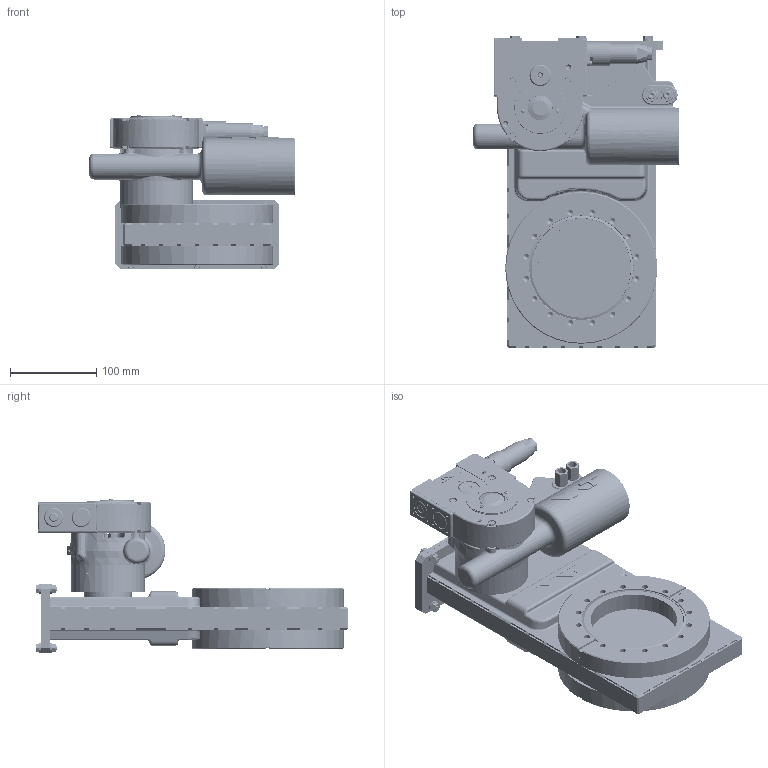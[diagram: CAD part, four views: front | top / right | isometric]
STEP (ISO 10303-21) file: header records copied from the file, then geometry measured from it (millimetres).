
FILE_DESCRIPTION(/* description */ (''),/* implementation_level */ '2;1');
FILE_NAME(/* name */ '1122087168_203.stp',/* time_stamp */ '2023-09-08T08:57:51+02:00',/* author */ (''),/* organization */ (''),/* preprocessor_version */ 'ST-DEVELOPER v19.3',/* originating_system */ 'SIEMENS PLM Software NX2212.6000',/* authorisation */ '');
FILE_SCHEMA (('AP203_CONFIGURATION_CONTROLLED_3D_DESIGN_OF_MECHANICAL_PARTS_AND_ASSEMBLIES_MIM_LF { 1 0 10303 403 2 1 2}'));
Products named in the file (39): 45736-05.1_40341ID; 47472-01.2; 47471-01.2; 47471-03.2; 90389-01.1_40344ID; 45736-05.1; n-8504-002; N-6029-112.1; 60538-01.1; 60538-01_2.1; N-6016-123.1; N-6029-102.1; N-8504-102.3; N-6289-133.2; 60539-01.1; 60532-01.3; 51084-01.1_39989ID; 51084-01.1_39986ID; 47370-01.3; 979737_40231ID; N-7015-015.2; N-5062-001.1; n-7016-010; N-7605-005.1; 77777-01.1; 77779-01.2; 92157-01.2; N-6160-410.1; N-6131-413.1; N-6053-411.2; N-5021-469.1; N-5021-456.1; 43316-04.1; 214424.6; 47470-R1.3; 51083-R1.4; 47272-01.3_MODEL; 83487-R1.2; 226684.10
Assembly tree (72 placements, depth 4):
  226684.10
    83487-R1.2
      N-7605-005.1  x2
      n-7016-010  x2
      N-5062-001.1  x2
      N-7015-015.2  x2
    43316-04.1
    N-5021-456.1  x6
    N-5021-469.1  x2
    N-6053-411.2  x6
    47272-01.3_MODEL
      979737_40231ID
    N-6131-413.1  x12
    N-6160-410.1  x2
    51083-R1.4
      47370-01.3
      47470-R1.3
        45736-05.1
        90389-01.1_40344ID
        47471-03.2
        47471-01.2
        47472-01.2
        45736-05.1_40341ID
      51084-01.1_39986ID
      51084-01.1_39989ID
    92157-01.2
    77779-01.2  x2
    77777-01.1
    214424.6
      60532-01.3  x2
      60539-01.1
      N-6289-133.2
      N-8504-102.3
      N-6029-102.1  x2
      N-6016-123.1  x4
      60538-01_2.1
      60538-01.1
      N-6029-112.1  x2
      n-8504-002
Bounding box: 237.6 x 361.6 x 178.45 mm (x, y, z)
Volume: 2151941.3 mm3; surface area: 819847.3 mm2
Topology: 169 solids, 169 shells, 3247 faces, 7340 edges, 4689 vertices
Faces by surface type: plane 1699, cylinder 879, bspline 308, cone 238, torus 77, extrusion 33, sphere 13
Full cylindrical faces by diameter (mm): 1 x2, 1.5 x7, 1.66 x7, 1.8 x7, 2 x24, 2.2 x2, 2.25 x20, 2.45 x20, 2.5 x1, 2.55 x4, 2.657 x1, 2.8 x3, 2.9 x2, 3 x12, 3.025 x8, 3.07 x12, 3.2 x4, 3.251 x1, 3.26 x4, 3.28 x8, 3.3 x9, 3.6 x2, 3.85 x3, 4 x8, 4.2 x2, 4.55 x8, 4.96 x8, 5 x12, 5.09 x2, 5.2 x4
Entity records: 82433 total; most frequent: CARTESIAN_POINT 23631, DIRECTION 10913, ORIENTED_EDGE 10252, EDGE_CURVE 5126, AXIS2_PLACEMENT_3D 4116, VERTEX_POINT 3567, EDGE_LOOP 3304, VECTOR 2681
